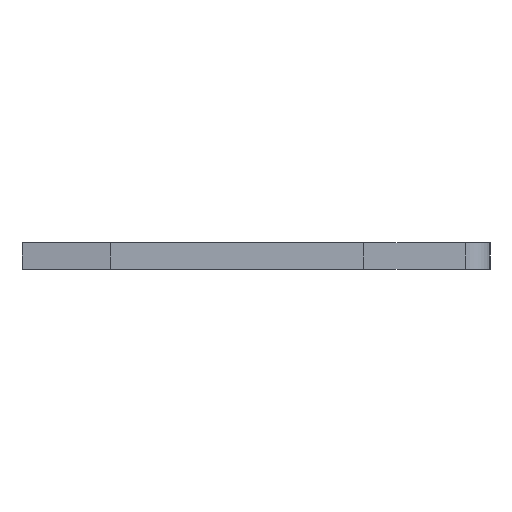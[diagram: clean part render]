
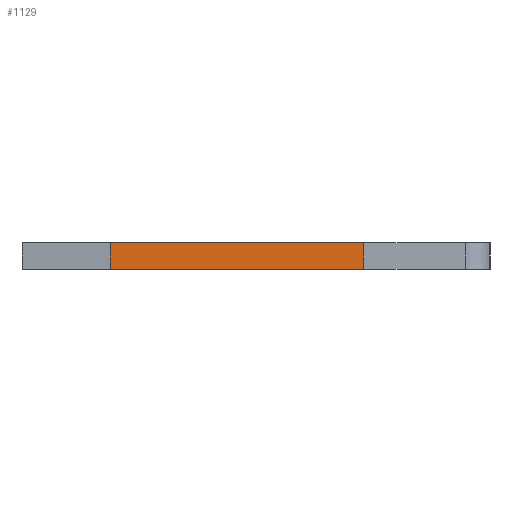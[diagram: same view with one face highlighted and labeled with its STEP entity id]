
A CAD part, left-side view. The second image highlights one B-rep face of the part: STEP entity #1129.
In plain terms, the highlighted face is planar.
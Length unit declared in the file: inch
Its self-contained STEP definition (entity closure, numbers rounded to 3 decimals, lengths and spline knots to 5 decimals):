
#22 = DIRECTION ( 'NONE',  ( 0., 0., 1. ) ) ;
#61 = DIRECTION ( 'NONE',  ( 0., 1., 0. ) ) ;
#93 = LINE ( 'NONE', #163, #814 ) ;
#94 = ORIENTED_EDGE ( 'NONE', *, *, #636, .T. ) ;
#163 = CARTESIAN_POINT ( 'NONE',  ( -0.013, 0.146, -0.0575 ) ) ;
#234 = PLANE ( 'NONE',  #793 ) ;
#261 = DIRECTION ( 'NONE',  ( 0., 1., 0. ) ) ;
#301 = EDGE_CURVE ( 'NONE', #886, #792, #1195, .T. ) ;
#348 = VERTEX_POINT ( 'NONE', #656 ) ;
#383 = LINE ( 'NONE', #1161, #1095 ) ;
#428 = ORIENTED_EDGE ( 'NONE', *, *, #667, .F. ) ;
#541 = DIRECTION ( 'NONE',  ( -1., 0., 0. ) ) ;
#577 = EDGE_CURVE ( 'NONE', #886, #1170, #383, .T. ) ;
#629 = CARTESIAN_POINT ( 'NONE',  ( 0.013, 0.146, -0.0575 ) ) ;
#636 = EDGE_CURVE ( 'NONE', #792, #348, #93, .T. ) ;
#642 = CARTESIAN_POINT ( 'NONE',  ( 0.013, -0.099, -0.0575 ) ) ;
#656 = CARTESIAN_POINT ( 'NONE',  ( -0.013, 0.146, -0.0575 ) ) ;
#667 = EDGE_CURVE ( 'NONE', #1170, #348, #852, .T. ) ;
#700 = CARTESIAN_POINT ( 'NONE',  ( 0.013, -0.099, -0.0575 ) ) ;
#729 = DIRECTION ( 'NONE',  ( 1., 0., 0. ) ) ;
#770 = EDGE_LOOP ( 'NONE', ( #94, #428, #1050, #856 ) ) ;
#792 = VERTEX_POINT ( 'NONE', #1176 ) ;
#793 = AXIS2_PLACEMENT_3D ( 'NONE', #629, #22, #729 ) ;
#814 = VECTOR ( 'NONE', #261, 39.37008 ) ;
#852 = LINE ( 'NONE', #969, #1080 ) ;
#853 = CARTESIAN_POINT ( 'NONE',  ( 0.013, 0.146, -0.0575 ) ) ;
#856 = ORIENTED_EDGE ( 'NONE', *, *, #301, .T. ) ;
#886 = VERTEX_POINT ( 'NONE', #700 ) ;
#969 = CARTESIAN_POINT ( 'NONE',  ( 0.013, 0.146, -0.0575 ) ) ;
#987 = FACE_OUTER_BOUND ( 'NONE', #770, .T. ) ;
#1050 = ORIENTED_EDGE ( 'NONE', *, *, #577, .F. ) ;
#1080 = VECTOR ( 'NONE', #1260, 39.37008 ) ;
#1095 = VECTOR ( 'NONE', #61, 39.37008 ) ;
#1129 = ADVANCED_FACE ( 'NONE', ( #987 ), #234, .F. ) ;
#1161 = CARTESIAN_POINT ( 'NONE',  ( 0.013, 0.146, -0.0575 ) ) ;
#1170 = VERTEX_POINT ( 'NONE', #853 ) ;
#1176 = CARTESIAN_POINT ( 'NONE',  ( -0.013, -0.099, -0.0575 ) ) ;
#1195 = LINE ( 'NONE', #642, #1288 ) ;
#1260 = DIRECTION ( 'NONE',  ( -1., 0., 0. ) ) ;
#1288 = VECTOR ( 'NONE', #541, 39.37008 ) ;
